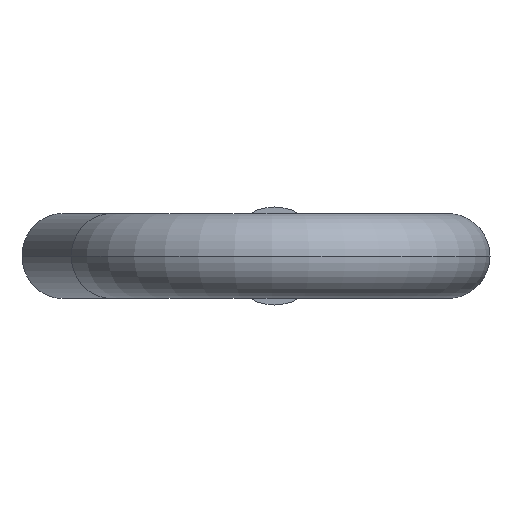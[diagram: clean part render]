
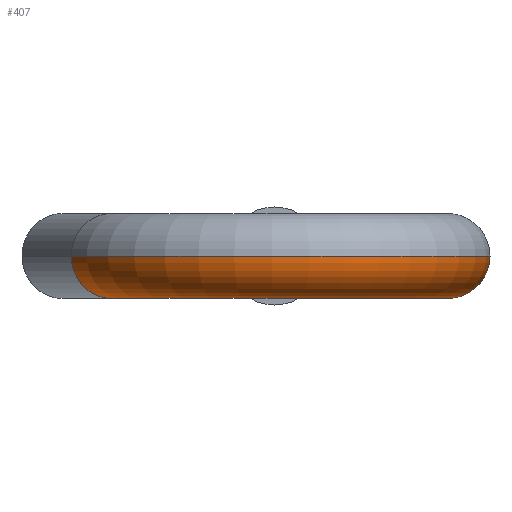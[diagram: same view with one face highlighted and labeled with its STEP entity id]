
A CAD part, front view. The second image highlights one B-rep face of the part: STEP entity #407.
In plain terms, the highlighted toroidal (fillet/blend) face has major radius 10.6 mm and minor radius 2.6 mm.
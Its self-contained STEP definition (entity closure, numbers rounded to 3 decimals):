
#6 = DIRECTION ( 'NONE',  ( 0., 0., -1. ) ) ;
#15 = EDGE_LOOP ( 'NONE', ( #89, #367, #76, #135 ) ) ;
#25 = DIRECTION ( 'NONE',  ( 0.335, -0.942, 0. ) ) ;
#31 = CARTESIAN_POINT ( 'NONE',  ( -9.986, -85.355, 0. ) ) ;
#36 = DIRECTION ( 'NONE',  ( 0.942, 0.335, 0. ) ) ;
#69 = CARTESIAN_POINT ( 'NONE',  ( -7.537, -84.483, 0. ) ) ;
#73 = EDGE_CURVE ( 'NONE', #75, #326, #356, .T. ) ;
#75 = VERTEX_POINT ( 'NONE', #80 ) ;
#76 = ORIENTED_EDGE ( 'NONE', *, *, #130, .T. ) ;
#80 = CARTESIAN_POINT ( 'NONE',  ( 4.179, -74.979, 0. ) ) ;
#81 = CARTESIAN_POINT ( 'NONE',  ( 6.896, -70.545, 0. ) ) ;
#82 = DIRECTION ( 'NONE',  ( -0.522, -0.853, 0. ) ) ;
#87 = DIRECTION ( 'NONE',  ( -1., 0., 0. ) ) ;
#89 = ORIENTED_EDGE ( 'NONE', *, *, #140, .F. ) ;
#97 = CIRCLE ( 'NONE', #182, 2.6 ) ;
#109 = DIRECTION ( 'NONE',  ( -1., 0., 0. ) ) ;
#112 = VERTEX_POINT ( 'NONE', #141 ) ;
#130 = EDGE_CURVE ( 'NONE', #112, #326, #97, .T. ) ;
#135 = ORIENTED_EDGE ( 'NONE', *, *, #73, .F. ) ;
#140 = EDGE_CURVE ( 'NONE', #361, #75, #318, .T. ) ;
#141 = CARTESIAN_POINT ( 'NONE',  ( -12.436, -86.227, 0. ) ) ;
#165 = DIRECTION ( 'NONE',  ( -0.853, 0.522, 0. ) ) ;
#173 = CIRCLE ( 'NONE', #352, 13.2 ) ;
#175 = CARTESIAN_POINT ( 'NONE',  ( 5.538, -72.762, 0. ) ) ;
#182 = AXIS2_PLACEMENT_3D ( 'NONE', #31, #25, #36 ) ;
#184 = EDGE_CURVE ( 'NONE', #361, #112, #173, .T. ) ;
#205 = CARTESIAN_POINT ( 'NONE',  ( 0., -81.8, 0. ) ) ;
#225 = DIRECTION ( 'NONE',  ( 0., 0., -1. ) ) ;
#231 = AXIS2_PLACEMENT_3D ( 'NONE', #175, #165, #82 ) ;
#252 = CARTESIAN_POINT ( 'NONE',  ( 0., -81.8, 0. ) ) ;
#283 = AXIS2_PLACEMENT_3D ( 'NONE', #375, #225, #373 ) ;
#294 = TOROIDAL_SURFACE ( 'NONE', #283, 10.6, 2.6 ) ;
#318 = CIRCLE ( 'NONE', #231, 2.6 ) ;
#326 = VERTEX_POINT ( 'NONE', #69 ) ;
#340 = AXIS2_PLACEMENT_3D ( 'NONE', #205, #353, #109 ) ;
#352 = AXIS2_PLACEMENT_3D ( 'NONE', #252, #6, #87 ) ;
#353 = DIRECTION ( 'NONE',  ( 0., 0., -1. ) ) ;
#356 = CIRCLE ( 'NONE', #340, 8. ) ;
#361 = VERTEX_POINT ( 'NONE', #81 ) ;
#367 = ORIENTED_EDGE ( 'NONE', *, *, #184, .T. ) ;
#373 = DIRECTION ( 'NONE',  ( -1., 0., 0. ) ) ;
#375 = CARTESIAN_POINT ( 'NONE',  ( 0., -81.8, 0. ) ) ;
#383 = FACE_OUTER_BOUND ( 'NONE', #15, .T. ) ;
#407 = ADVANCED_FACE ( 'NONE', ( #383 ), #294, .T. ) ;
